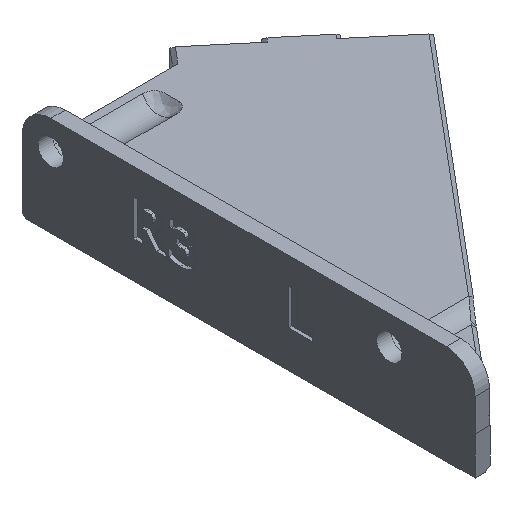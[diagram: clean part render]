
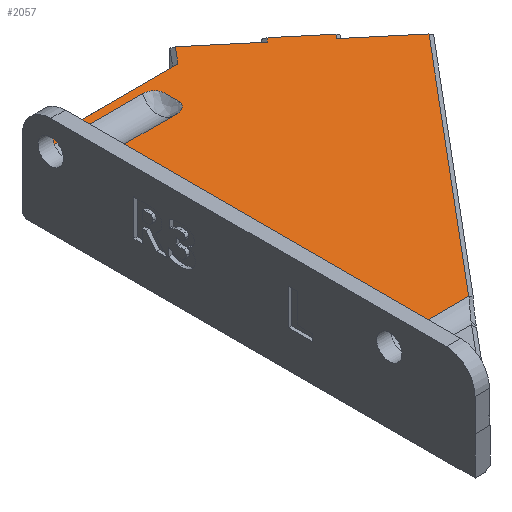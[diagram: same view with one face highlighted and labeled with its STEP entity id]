
A CAD part, isometric view. The second image highlights one B-rep face of the part: STEP entity #2057.
In plain terms, the highlighted planar face has unit normal (0, 0, 1).
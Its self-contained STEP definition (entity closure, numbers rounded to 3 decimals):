
#84=PLANE('',#2174);
#189=FACE_OUTER_BOUND('',#309,.T.);
#309=EDGE_LOOP('',(#1737,#1738,#1739,#1740,#1741,#1742,#1743,#1744,#1745,
#1746,#1747,#1748,#1749,#1750,#1751,#1752));
#480=LINE('',#3377,#703);
#493=LINE('',#3441,#716);
#496=LINE('',#3469,#719);
#497=LINE('',#3471,#720);
#498=LINE('',#3473,#721);
#499=LINE('',#3475,#722);
#500=LINE('',#3477,#723);
#501=LINE('',#3479,#724);
#502=LINE('',#3480,#725);
#503=LINE('',#3482,#726);
#504=LINE('',#3501,#727);
#505=LINE('',#3520,#728);
#506=LINE('',#3522,#729);
#507=LINE('',#3523,#730);
#703=VECTOR('',#2425,10.);
#716=VECTOR('',#2452,10.);
#719=VECTOR('',#2461,10.);
#720=VECTOR('',#2462,10.);
#721=VECTOR('',#2463,10.);
#722=VECTOR('',#2464,10.);
#723=VECTOR('',#2465,10.);
#724=VECTOR('',#2466,10.);
#725=VECTOR('',#2467,10.);
#726=VECTOR('',#2468,10.);
#727=VECTOR('',#2469,10.);
#728=VECTOR('',#2470,10.);
#729=VECTOR('',#2471,10.);
#730=VECTOR('',#2472,10.);
#863=B_SPLINE_CURVE_WITH_KNOTS('',3,(#3484,#3485,#3486,#3487,#3488,#3489,
#3490,#3491,#3492,#3493,#3494,#3495,#3496,#3497,#3498,#3499),
 .UNSPECIFIED.,.F.,.F.,(4,2,2,2,2,2,2,4),(-0.001,0.,0.005,
0.024,0.05,0.101,0.164,
0.232),.UNSPECIFIED.);
#864=B_SPLINE_CURVE_WITH_KNOTS('',3,(#3503,#3504,#3505,#3506,#3507,#3508,
#3509,#3510,#3511,#3512,#3513,#3514,#3515,#3516,#3517,#3518),
 .UNSPECIFIED.,.F.,.F.,(4,2,2,2,2,2,2,4),(0.,0.069,0.133,
0.185,0.212,0.23,0.236,0.236),
 .UNSPECIFIED.);
#997=VERTEX_POINT('',#3374);
#998=VERTEX_POINT('',#3376);
#1008=VERTEX_POINT('',#3438);
#1009=VERTEX_POINT('',#3440);
#1011=VERTEX_POINT('',#3468);
#1012=VERTEX_POINT('',#3470);
#1013=VERTEX_POINT('',#3472);
#1014=VERTEX_POINT('',#3474);
#1015=VERTEX_POINT('',#3476);
#1016=VERTEX_POINT('',#3478);
#1017=VERTEX_POINT('',#3481);
#1018=VERTEX_POINT('',#3483);
#1019=VERTEX_POINT('',#3500);
#1020=VERTEX_POINT('',#3502);
#1021=VERTEX_POINT('',#3519);
#1022=VERTEX_POINT('',#3521);
#1246=EDGE_CURVE('',#997,#998,#480,.T.);
#1264=EDGE_CURVE('',#1008,#1009,#493,.T.);
#1269=EDGE_CURVE('',#1011,#1008,#496,.T.);
#1270=EDGE_CURVE('',#1012,#1011,#497,.T.);
#1271=EDGE_CURVE('',#1013,#1012,#498,.T.);
#1272=EDGE_CURVE('',#1014,#1013,#499,.T.);
#1273=EDGE_CURVE('',#1015,#1014,#500,.T.);
#1274=EDGE_CURVE('',#1016,#1015,#501,.T.);
#1275=EDGE_CURVE('',#998,#1016,#502,.T.);
#1276=EDGE_CURVE('',#997,#1017,#503,.T.);
#1277=EDGE_CURVE('',#1018,#1017,#863,.T.);
#1278=EDGE_CURVE('',#1018,#1019,#504,.T.);
#1279=EDGE_CURVE('',#1019,#1020,#864,.F.);
#1280=EDGE_CURVE('',#1020,#1021,#505,.T.);
#1281=EDGE_CURVE('',#1022,#1021,#506,.T.);
#1282=EDGE_CURVE('',#1022,#1009,#507,.T.);
#1737=ORIENTED_EDGE('',*,*,#1264,.F.);
#1738=ORIENTED_EDGE('',*,*,#1269,.F.);
#1739=ORIENTED_EDGE('',*,*,#1270,.F.);
#1740=ORIENTED_EDGE('',*,*,#1271,.F.);
#1741=ORIENTED_EDGE('',*,*,#1272,.F.);
#1742=ORIENTED_EDGE('',*,*,#1273,.F.);
#1743=ORIENTED_EDGE('',*,*,#1274,.F.);
#1744=ORIENTED_EDGE('',*,*,#1275,.F.);
#1745=ORIENTED_EDGE('',*,*,#1246,.F.);
#1746=ORIENTED_EDGE('',*,*,#1276,.T.);
#1747=ORIENTED_EDGE('',*,*,#1277,.F.);
#1748=ORIENTED_EDGE('',*,*,#1278,.T.);
#1749=ORIENTED_EDGE('',*,*,#1279,.T.);
#1750=ORIENTED_EDGE('',*,*,#1280,.T.);
#1751=ORIENTED_EDGE('',*,*,#1281,.F.);
#1752=ORIENTED_EDGE('',*,*,#1282,.T.);
#2057=ADVANCED_FACE('',(#189),#84,.T.);
#2174=AXIS2_PLACEMENT_3D('',#3467,#2459,#2460);
#2425=DIRECTION('',(0.,1.,0.));
#2452=DIRECTION('',(-0.643,-0.766,0.));
#2459=DIRECTION('center_axis',(0.,0.,1.));
#2460=DIRECTION('ref_axis',(1.,0.,0.));
#2461=DIRECTION('',(0.766,-0.643,0.));
#2462=DIRECTION('',(-0.643,-0.766,0.));
#2463=DIRECTION('',(0.766,-0.643,0.));
#2464=DIRECTION('',(0.643,0.766,0.));
#2465=DIRECTION('',(0.766,-0.643,0.));
#2466=DIRECTION('',(0.643,0.766,0.));
#2467=DIRECTION('',(1.,0.,0.));
#2468=DIRECTION('',(1.,0.,0.));
#2469=DIRECTION('',(0.,-1.,0.));
#2470=DIRECTION('',(-1.,0.,0.));
#2471=DIRECTION('',(0.,1.,0.));
#2472=DIRECTION('',(1.,0.,0.));
#3374=CARTESIAN_POINT('',(2.,29.9,-61.3));
#3376=CARTESIAN_POINT('',(2.,31.,-61.3));
#3377=CARTESIAN_POINT('',(2.,6.657,-61.3));
#3438=CARTESIAN_POINT('',(42.204,17.194,-61.3));
#3440=CARTESIAN_POINT('',(13.427,-17.1,-61.3));
#3441=CARTESIAN_POINT('',(22.771,-5.965,-61.3));
#3467=CARTESIAN_POINT('Origin',(16.043,9.314,-61.3));
#3468=CARTESIAN_POINT('',(35.233,23.044,-61.3));
#3469=CARTESIAN_POINT('',(36.659,21.847,-61.3));
#3470=CARTESIAN_POINT('',(35.715,23.618,-61.3));
#3471=CARTESIAN_POINT('',(28.049,14.482,-61.3));
#3472=CARTESIAN_POINT('',(30.506,27.989,-61.3));
#3473=CARTESIAN_POINT('',(32.162,26.599,-61.3));
#3474=CARTESIAN_POINT('',(30.024,27.415,-61.3));
#3475=CARTESIAN_POINT('',(22.84,18.853,-61.3));
#3476=CARTESIAN_POINT('',(23.053,33.264,-61.3));
#3477=CARTESIAN_POINT('',(36.659,21.847,-61.3));
#3478=CARTESIAN_POINT('',(21.153,31.,-61.3));
#3479=CARTESIAN_POINT('',(15.869,24.703,-61.3));
#3480=CARTESIAN_POINT('',(8.021,31.,-61.3));
#3481=CARTESIAN_POINT('',(15.137,29.9,-61.3));
#3482=CARTESIAN_POINT('',(2.,29.9,-61.3));
#3483=CARTESIAN_POINT('',(16.738,28.5,-61.3));
#3484=CARTESIAN_POINT('Ctrl Pts',(16.738,28.5,-61.3));
#3485=CARTESIAN_POINT('Ctrl Pts',(16.738,28.502,-61.3));
#3486=CARTESIAN_POINT('Ctrl Pts',(16.737,28.504,-61.3));
#3487=CARTESIAN_POINT('Ctrl Pts',(16.737,28.523,-61.3));
#3488=CARTESIAN_POINT('Ctrl Pts',(16.737,28.54,-61.3));
#3489=CARTESIAN_POINT('Ctrl Pts',(16.732,28.619,-61.3));
#3490=CARTESIAN_POINT('Ctrl Pts',(16.723,28.681,-61.3));
#3491=CARTESIAN_POINT('Ctrl Pts',(16.689,28.829,-61.3));
#3492=CARTESIAN_POINT('Ctrl Pts',(16.66,28.914,-61.3));
#3493=CARTESIAN_POINT('Ctrl Pts',(16.552,29.15,-61.3));
#3494=CARTESIAN_POINT('Ctrl Pts',(16.452,29.292,-61.3));
#3495=CARTESIAN_POINT('Ctrl Pts',(16.183,29.565,-61.3));
#3496=CARTESIAN_POINT('Ctrl Pts',(16.004,29.684,-61.3));
#3497=CARTESIAN_POINT('Ctrl Pts',(15.596,29.856,-61.3));
#3498=CARTESIAN_POINT('Ctrl Pts',(15.368,29.9,-61.3));
#3499=CARTESIAN_POINT('Ctrl Pts',(15.137,29.9,-61.3));
#3500=CARTESIAN_POINT('',(16.738,26.5,-61.3));
#3501=CARTESIAN_POINT('',(16.738,18.407,-61.3));
#3502=CARTESIAN_POINT('',(15.137,25.1,-61.3));
#3503=CARTESIAN_POINT('Ctrl Pts',(15.137,25.1,-61.3));
#3504=CARTESIAN_POINT('Ctrl Pts',(15.368,25.1,-61.3));
#3505=CARTESIAN_POINT('Ctrl Pts',(15.596,25.144,-61.3));
#3506=CARTESIAN_POINT('Ctrl Pts',(16.004,25.316,-61.3));
#3507=CARTESIAN_POINT('Ctrl Pts',(16.183,25.435,-61.3));
#3508=CARTESIAN_POINT('Ctrl Pts',(16.452,25.708,-61.3));
#3509=CARTESIAN_POINT('Ctrl Pts',(16.552,25.85,-61.3));
#3510=CARTESIAN_POINT('Ctrl Pts',(16.66,26.087,-61.3));
#3511=CARTESIAN_POINT('Ctrl Pts',(16.689,26.171,-61.3));
#3512=CARTESIAN_POINT('Ctrl Pts',(16.723,26.319,-61.3));
#3513=CARTESIAN_POINT('Ctrl Pts',(16.732,26.381,-61.3));
#3514=CARTESIAN_POINT('Ctrl Pts',(16.737,26.46,-61.3));
#3515=CARTESIAN_POINT('Ctrl Pts',(16.737,26.477,-61.3));
#3516=CARTESIAN_POINT('Ctrl Pts',(16.737,26.496,-61.3));
#3517=CARTESIAN_POINT('Ctrl Pts',(16.738,26.498,-61.3));
#3518=CARTESIAN_POINT('Ctrl Pts',(16.738,26.5,-61.3));
#3519=CARTESIAN_POINT('',(6.5,25.1,-61.3));
#3520=CARTESIAN_POINT('',(2.,25.1,-61.3));
#3521=CARTESIAN_POINT('',(6.5,-17.1,-61.3));
#3522=CARTESIAN_POINT('',(6.5,6.657,-61.3));
#3523=CARTESIAN_POINT('',(2.,-17.1,-61.3));
